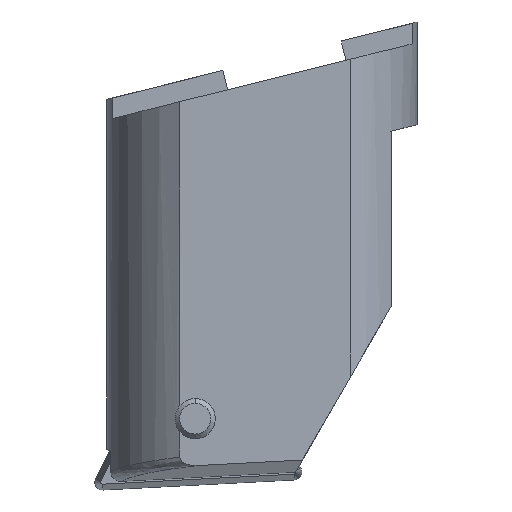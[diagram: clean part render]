
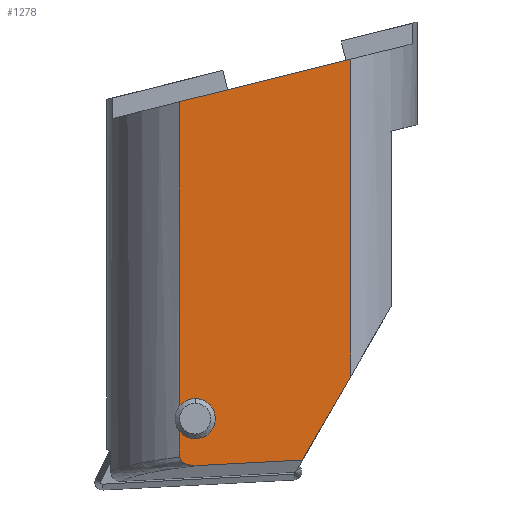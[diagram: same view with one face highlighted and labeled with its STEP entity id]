
A CAD part, front view. The second image highlights one B-rep face of the part: STEP entity #1278.
In plain terms, the highlighted planar face has unit normal (0, -1, 0).
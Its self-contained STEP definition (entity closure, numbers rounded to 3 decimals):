
#630=VERTEX_POINT('NONE',#1760);
#738=EDGE_CURVE('NONE',#630,#1522,#1877,.T.);
#780=VERTEX_POINT('NONE',#1924);
#974=VERTEX_POINT('NONE',#2136);
#1060=EDGE_CURVE('NONE',#1522,#1216,#2227,.T.);
#1084=EDGE_CURVE('NONE',#1166,#1164,#2254,.T.);
#1164=VERTEX_POINT('NONE',#2345);
#1166=VERTEX_POINT('NONE',#2347);
#1186=VERTEX_POINT('NONE',#2372);
#1214=EDGE_CURVE('NONE',#974,#780,#2402,.T.);
#1216=VERTEX_POINT('NONE',#2404);
#1234=EDGE_CURVE('NONE',#630,#1376,#2423,.T.);
#1242=EDGE_CURVE('NONE',#974,#1418,#2432,.F.);
#1278=ADVANCED_FACE('NONE',(#2474),#2475,.F.);
#1342=EDGE_CURVE('NONE',#780,#1166,#2546,.F.);
#1376=VERTEX_POINT('NONE',#2584);
#1418=VERTEX_POINT('NONE',#2630);
#1476=EDGE_CURVE('NONE',#1418,#1376,#2693,.T.);
#1522=VERTEX_POINT('NONE',#2741);
#1652=EDGE_CURVE('NONE',#1186,#1216,#2881,.T.);
#1688=EDGE_CURVE('NONE',#1186,#1164,#2921,.F.);
#1760=CARTESIAN_POINT('',(2.23,-6.5,-21.994));
#1877=LINE('',#3191,#3192);
#1924=CARTESIAN_POINT('',(-3.154,-6.5,-20.924));
#2136=CARTESIAN_POINT('',(-3.921,-6.5,-20.568));
#2227=LINE('',#3699,#3700);
#2254=CIRCLE('',#3736,1.007);
#2345=CARTESIAN_POINT('',(-3.921,-6.5,-19.267));
#2347=CARTESIAN_POINT('',(-3.154,-6.5,-18.911));
#2372=CARTESIAN_POINT('',(-3.921,-6.5,-4.003));
#2402=CIRCLE('',#4464,1.007);
#2404=CARTESIAN_POINT('',(4.664,-6.5,-1.862));
#2423=LINE('',#4494,#4495);
#2432=LINE('',#4506,#4507);
#2474=FACE_OUTER_BOUND('',#4562,.T.);
#2475=PLANE('',#4563);
#2546=CIRCLE('',#4656,1.007);
#2584=CARTESIAN_POINT('',(-2.945,-6.5,-22.265));
#2630=CARTESIAN_POINT('',(-3.921,-6.5,-21.851));
#2693=B_SPLINE_CURVE_WITH_KNOTS('',3,(#4852,#4853,#4854,#4855,#4856,#4857,#4858,#4859,#4860,#4861,#4862,#4863,#4864,#4865,#4866,#4867),.UNSPECIFIED.,.F.,.F.,(4,3,3,3,3,4),(0.0,0.079,0.224,0.482,0.824,1.0),.UNSPECIFIED.);
#2741=CARTESIAN_POINT('',(4.664,-6.5,-17.779));
#2881=LINE('',#5119,#5120);
#2921=LINE('',#5169,#5170);
#3191=CARTESIAN_POINT('',(1.701,-6.5,-22.909));
#3192=VECTOR('',#5378,1.0);
#3699=CARTESIAN_POINT('',(4.664,-6.5,-25.0));
#3700=VECTOR('',#5775,1.0);
#3736=AXIS2_PLACEMENT_3D('',#5809,#5810,#5811);
#4464=AXIS2_PLACEMENT_3D('',#6030,#6031,#6032);
#4494=CARTESIAN_POINT('',(-10.469,-6.5,-22.66));
#4495=VECTOR('',#6051,1.0);
#4506=CARTESIAN_POINT('',(-3.921,-6.5,0.));
#4507=VECTOR('',#6063,1.0);
#4562=EDGE_LOOP('',(#6129,#6130,#6131,#6132,#6133,#6134,#6135,#6136,#6137,#6138));
#4563=AXIS2_PLACEMENT_3D('',#6139,#6140,#6141);
#4656=AXIS2_PLACEMENT_3D('',#6227,#6228,#6229);
#4852=CARTESIAN_POINT('',(-3.921,-6.5,-21.851));
#4853=CARTESIAN_POINT('',(-3.922,-6.5,-21.882));
#4854=CARTESIAN_POINT('',(-3.917,-6.5,-21.912));
#4855=CARTESIAN_POINT('',(-3.906,-6.5,-21.941));
#4856=CARTESIAN_POINT('',(-3.886,-6.5,-21.994));
#4857=CARTESIAN_POINT('',(-3.849,-6.5,-22.039));
#4858=CARTESIAN_POINT('',(-3.807,-6.5,-22.076));
#4859=CARTESIAN_POINT('',(-3.733,-6.5,-22.143));
#4860=CARTESIAN_POINT('',(-3.638,-6.5,-22.183));
#4861=CARTESIAN_POINT('',(-3.543,-6.5,-22.211));
#4862=CARTESIAN_POINT('',(-3.416,-6.5,-22.249));
#4863=CARTESIAN_POINT('',(-3.282,-6.5,-22.264));
#4864=CARTESIAN_POINT('',(-3.149,-6.5,-22.268));
#4865=CARTESIAN_POINT('',(-3.081,-6.5,-22.27));
#4866=CARTESIAN_POINT('',(-3.013,-6.5,-22.269));
#4867=CARTESIAN_POINT('',(-2.945,-6.5,-22.265));
#5119=CARTESIAN_POINT('',(-13.744,-6.5,-6.452));
#5120=VECTOR('',#6599,1.0);
#5169=CARTESIAN_POINT('',(-3.921,-6.5,0.));
#5170=VECTOR('',#6641,1.0);
#5378=DIRECTION('',(0.5,0.0,0.866));
#5775=DIRECTION('',(0.,-0.0,1.0));
#5809=CARTESIAN_POINT('',(-3.154,-6.5,-19.917));
#5810=DIRECTION('',(0.0,-1.0,0.0));
#5811=DIRECTION('',(0.,0.0,1.0));
#6030=CARTESIAN_POINT('',(-3.154,-6.5,-19.917));
#6031=DIRECTION('',(0.0,-1.0,0.0));
#6032=DIRECTION('',(0.,0.0,1.0));
#6051=DIRECTION('',(-0.999,0.0,-0.052));
#6063=DIRECTION('',(0.,0.,1.0));
#6129=ORIENTED_EDGE('',*,*,#1234,.F.);
#6130=ORIENTED_EDGE('',*,*,#738,.T.);
#6131=ORIENTED_EDGE('',*,*,#1060,.T.);
#6132=ORIENTED_EDGE('',*,*,#1652,.F.);
#6133=ORIENTED_EDGE('',*,*,#1688,.T.);
#6134=ORIENTED_EDGE('',*,*,#1084,.F.);
#6135=ORIENTED_EDGE('',*,*,#1342,.F.);
#6136=ORIENTED_EDGE('',*,*,#1214,.F.);
#6137=ORIENTED_EDGE('',*,*,#1242,.T.);
#6138=ORIENTED_EDGE('',*,*,#1476,.T.);
#6139=CARTESIAN_POINT('',(-9.48,-6.5,-31.0));
#6140=DIRECTION('',(0.0,1.0,0.0));
#6141=DIRECTION('',(1.0,0.0,0.));
#6227=CARTESIAN_POINT('',(-3.154,-6.5,-19.917));
#6228=DIRECTION('',(-0.0,1.0,0.0));
#6229=DIRECTION('',(0.,0.0,1.0));
#6599=DIRECTION('',(0.97,0.0,0.242));
#6641=DIRECTION('',(0.,0.,1.0));
